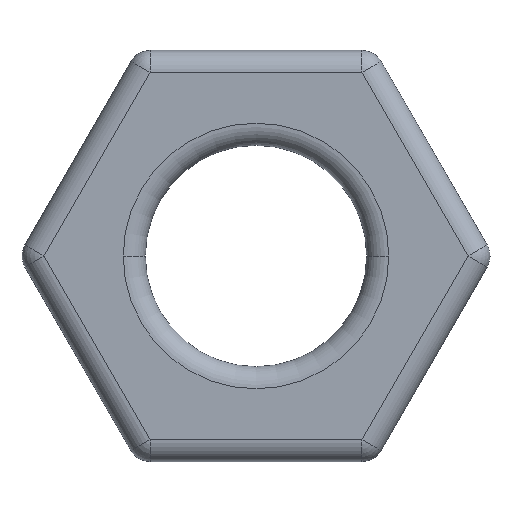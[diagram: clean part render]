
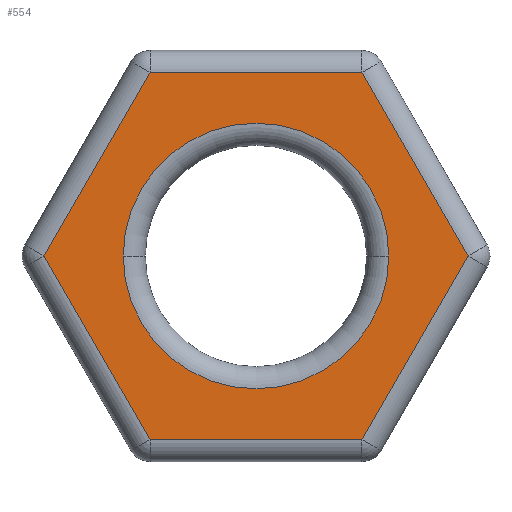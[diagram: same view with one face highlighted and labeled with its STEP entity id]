
A CAD part, front view. The second image highlights one B-rep face of the part: STEP entity #554.
In plain terms, the highlighted planar face has unit normal (0, -1, 0).
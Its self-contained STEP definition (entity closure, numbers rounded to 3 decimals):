
#11 = EDGE_CURVE ( 'NONE', #110, #228, #276, .T. ) ;
#29 = LINE ( 'NONE', #400, #1006 ) ;
#41 = CARTESIAN_POINT ( 'NONE',  ( -66., -41.764, 42.412 ) ) ;
#48 = VERTEX_POINT ( 'NONE', #1101 ) ;
#57 = CARTESIAN_POINT ( 'NONE',  ( -73.127, -41.764, 44.9 ) ) ;
#73 = DIRECTION ( 'NONE',  ( 1., 0., 0. ) ) ;
#110 = VERTEX_POINT ( 'NONE', #826 ) ;
#112 = DIRECTION ( 'NONE',  ( -0.5, 0., -0.866 ) ) ;
#124 = ORIENTED_EDGE ( 'NONE', *, *, #11, .F. ) ;
#189 = VERTEX_POINT ( 'NONE', #936 ) ;
#195 = VERTEX_POINT ( 'NONE', #753 ) ;
#196 = CARTESIAN_POINT ( 'NONE',  ( -77.8, -41.764, 44.9 ) ) ;
#212 = FACE_BOUND ( 'NONE', #756, .T. ) ;
#223 = CARTESIAN_POINT ( 'NONE',  ( -56.212, -41.764, 5.651 ) ) ;
#225 = FACE_OUTER_BOUND ( 'NONE', #986, .T. ) ;
#228 = VERTEX_POINT ( 'NONE', #196 ) ;
#234 = DIRECTION ( 'NONE',  ( -0.5, 0., 0.866 ) ) ;
#235 = EDGE_CURVE ( 'NONE', #189, #668, #427, .T. ) ;
#271 = CARTESIAN_POINT ( 'NONE',  ( -76., -41.764, 44.9 ) ) ;
#276 = CIRCLE ( 'NONE', #1213, 1.8 ) ;
#292 = AXIS2_PLACEMENT_3D ( 'NONE', #882, #707, #407 ) ;
#296 = ORIENTED_EDGE ( 'NONE', *, *, #300, .F. ) ;
#298 = DIRECTION ( 'NONE',  ( 0.5, 0., -0.866 ) ) ;
#300 = EDGE_CURVE ( 'NONE', #737, #195, #706, .T. ) ;
#396 = CARTESIAN_POINT ( 'NONE',  ( -90.788, -41.764, 14.311 ) ) ;
#400 = CARTESIAN_POINT ( 'NONE',  ( -66., -41.764, 47.388 ) ) ;
#407 = DIRECTION ( 'NONE',  ( 1., 0., 0. ) ) ;
#419 = DIRECTION ( 'NONE',  ( -1., 0., 0. ) ) ;
#427 = LINE ( 'NONE', #574, #582 ) ;
#443 = VECTOR ( 'NONE', #234, 1000. ) ;
#469 = DIRECTION ( 'NONE',  ( 0., -1., 0. ) ) ;
#493 = VECTOR ( 'NONE', #419, 1000. ) ;
#499 = DIRECTION ( 'NONE',  ( 1., 0., 0. ) ) ;
#521 = EDGE_CURVE ( 'NONE', #48, #737, #1022, .T. ) ;
#554 = ADVANCED_FACE ( 'NONE', ( #225, #212 ), #988, .F. ) ;
#555 = EDGE_CURVE ( 'NONE', #681, #48, #1199, .T. ) ;
#557 = VECTOR ( 'NONE', #691, 1000. ) ;
#574 = CARTESIAN_POINT ( 'NONE',  ( -51.903, -41.764, 8.139 ) ) ;
#582 = VECTOR ( 'NONE', #298, 1000. ) ;
#616 = CARTESIAN_POINT ( 'NONE',  ( -78.873, -41.764, 44.9 ) ) ;
#668 = VERTEX_POINT ( 'NONE', #57 ) ;
#681 = VERTEX_POINT ( 'NONE', #1178 ) ;
#691 = DIRECTION ( 'NONE',  ( 0.5, 0., 0.866 ) ) ;
#706 = LINE ( 'NONE', #959, #557 ) ;
#707 = DIRECTION ( 'NONE',  ( 0., 1., 0. ) ) ;
#722 = ORIENTED_EDGE ( 'NONE', *, *, #941, .F. ) ;
#737 = VERTEX_POINT ( 'NONE', #616 ) ;
#753 = CARTESIAN_POINT ( 'NONE',  ( -77.436, -41.764, 47.388 ) ) ;
#756 = EDGE_LOOP ( 'NONE', ( #124, #722 ) ) ;
#817 = DIRECTION ( 'NONE',  ( 0., -1., 0. ) ) ;
#826 = CARTESIAN_POINT ( 'NONE',  ( -74.2, -41.764, 44.9 ) ) ;
#832 = ORIENTED_EDGE ( 'NONE', *, *, #1048, .F. ) ;
#835 = AXIS2_PLACEMENT_3D ( 'NONE', #1141, #469, #1132 ) ;
#847 = CIRCLE ( 'NONE', #835, 1.8 ) ;
#882 = CARTESIAN_POINT ( 'NONE',  ( -66., -41.764, 0. ) ) ;
#883 = ORIENTED_EDGE ( 'NONE', *, *, #1072, .F. ) ;
#913 = VECTOR ( 'NONE', #112, 1000. ) ;
#936 = CARTESIAN_POINT ( 'NONE',  ( -74.564, -41.764, 47.388 ) ) ;
#941 = EDGE_CURVE ( 'NONE', #228, #110, #847, .T. ) ;
#959 = CARTESIAN_POINT ( 'NONE',  ( -95.097, -41.764, 16.799 ) ) ;
#986 = EDGE_LOOP ( 'NONE', ( #883, #1098, #832, #296, #1043, #1214 ) ) ;
#988 = PLANE ( 'NONE',  #292 ) ;
#1006 = VECTOR ( 'NONE', #499, 1000. ) ;
#1022 = LINE ( 'NONE', #223, #443 ) ;
#1043 = ORIENTED_EDGE ( 'NONE', *, *, #521, .F. ) ;
#1048 = EDGE_CURVE ( 'NONE', #195, #189, #29, .T. ) ;
#1072 = EDGE_CURVE ( 'NONE', #668, #681, #1167, .T. ) ;
#1098 = ORIENTED_EDGE ( 'NONE', *, *, #235, .F. ) ;
#1101 = CARTESIAN_POINT ( 'NONE',  ( -77.436, -41.764, 42.412 ) ) ;
#1132 = DIRECTION ( 'NONE',  ( 1., 0., 0. ) ) ;
#1141 = CARTESIAN_POINT ( 'NONE',  ( -76., -41.764, 44.9 ) ) ;
#1167 = LINE ( 'NONE', #396, #913 ) ;
#1178 = CARTESIAN_POINT ( 'NONE',  ( -74.564, -41.764, 42.412 ) ) ;
#1199 = LINE ( 'NONE', #41, #493 ) ;
#1213 = AXIS2_PLACEMENT_3D ( 'NONE', #271, #817, #73 ) ;
#1214 = ORIENTED_EDGE ( 'NONE', *, *, #555, .F. ) ;
